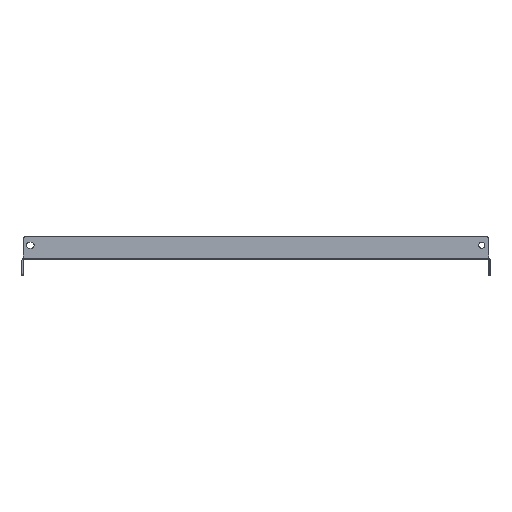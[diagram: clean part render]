
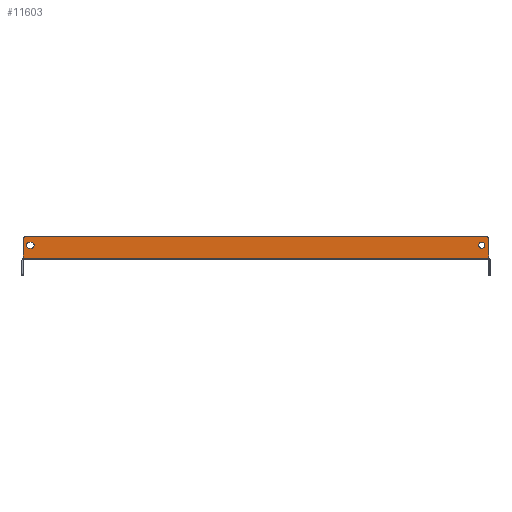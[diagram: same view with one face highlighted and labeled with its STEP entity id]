
A CAD part, left-side view. The second image highlights one B-rep face of the part: STEP entity #11603.
In plain terms, the highlighted planar face has unit normal (-1, 0, 0).
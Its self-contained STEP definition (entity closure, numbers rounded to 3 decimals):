
#394 = VERTEX_POINT ( 'NONE', #865 ) ;
#396 = VERTEX_POINT ( 'NONE', #867 ) ;
#398 = VERTEX_POINT ( 'NONE', #869 ) ;
#399 = VERTEX_POINT ( 'NONE', #870 ) ;
#401 = VERTEX_POINT ( 'NONE', #872 ) ;
#402 = VERTEX_POINT ( 'NONE', #873 ) ;
#403 = VERTEX_POINT ( 'NONE', #874 ) ;
#404 = VERTEX_POINT ( 'NONE', #875 ) ;
#405 = VERTEX_POINT ( 'NONE', #876 ) ;
#406 = VERTEX_POINT ( 'NONE', #877 ) ;
#468 = VERTEX_POINT ( 'NONE', #939 ) ;
#470 = VERTEX_POINT ( 'NONE', #941 ) ;
#865 = CARTESIAN_POINT ( 'NONE',  ( -349.5, 270.49, 1.51 ) ) ;
#867 = CARTESIAN_POINT ( 'NONE',  ( -349.5, -270.49, 1.51 ) ) ;
#869 = CARTESIAN_POINT ( 'NONE',  ( -349.5, -270.49, 23.5 ) ) ;
#870 = CARTESIAN_POINT ( 'NONE',  ( -349.5, 270.49, 23.5 ) ) ;
#872 = CARTESIAN_POINT ( 'NONE',  ( -349.5, 263.49, 13. ) ) ;
#873 = CARTESIAN_POINT ( 'NONE',  ( -349.5, 261.49, 13. ) ) ;
#874 = CARTESIAN_POINT ( 'NONE',  ( -349.5, 263.49, 20. ) ) ;
#875 = CARTESIAN_POINT ( 'NONE',  ( -349.5, 261.49, 20. ) ) ;
#876 = CARTESIAN_POINT ( 'NONE',  ( -349.5, -267.49, 26.5 ) ) ;
#877 = CARTESIAN_POINT ( 'NONE',  ( -349.5, 267.49, 26.5 ) ) ;
#939 = CARTESIAN_POINT ( 'NONE',  ( -349.5, -262.49, 20. ) ) ;
#941 = CARTESIAN_POINT ( 'NONE',  ( -349.5, -262.49, 13. ) ) ;
#1427 = CARTESIAN_POINT ( 'NONE',  ( -349.5, -262.49, 16.5 ) ) ;
#1428 = DIRECTION ( 'NONE',  ( -1., 0., 0. ) ) ;
#1429 = DIRECTION ( 'NONE',  ( 0., 0., 1. ) ) ;
#1608 = AXIS2_PLACEMENT_3D ( 'NONE', #1427, #1428, #1429 ) ;
#1638 = AXIS2_PLACEMENT_3D ( 'NONE', #5494, #5495, #5496 ) ;
#1643 = AXIS2_PLACEMENT_3D ( 'NONE', #5541, #5543, #5544 ) ;
#1644 = AXIS2_PLACEMENT_3D ( 'NONE', #5532, #5533, #5534 ) ;
#1646 = AXIS2_PLACEMENT_3D ( 'NONE', #5522, #5524, #5525 ) ;
#1647 = AXIS2_PLACEMENT_3D ( 'NONE', #5535, #5536, #5537 ) ;
#1679 = AXIS2_PLACEMENT_3D ( 'NONE', #6041, #6047, #6048 ) ;
#2339 = CIRCLE ( 'NONE', #1608, 3.5 ) ;
#5119 = LINE ( 'NONE', #5489, #5120 ) ;
#5120 = VECTOR ( 'NONE', #5490, 1000. ) ;
#5127 = CIRCLE ( 'NONE', #1638, 3.5 ) ;
#5137 = LINE ( 'NONE', #5516, #5138 ) ;
#5138 = VECTOR ( 'NONE', #5517, 1000. ) ;
#5144 = CIRCLE ( 'NONE', #1646, 3. ) ;
#5145 = LINE ( 'NONE', #5528, #5146 ) ;
#5146 = VECTOR ( 'NONE', #5529, 1000. ) ;
#5147 = LINE ( 'NONE', #5530, #5148 ) ;
#5148 = VECTOR ( 'NONE', #5531, 1000. ) ;
#5149 = LINE ( 'NONE', #5539, #5150 ) ;
#5150 = VECTOR ( 'NONE', #5540, 1000. ) ;
#5151 = CIRCLE ( 'NONE', #1644, 3.5 ) ;
#5152 = CIRCLE ( 'NONE', #1647, 3.5 ) ;
#5153 = LINE ( 'NONE', #5548, #5154 ) ;
#5154 = VECTOR ( 'NONE', #5549, 1000. ) ;
#5155 = CIRCLE ( 'NONE', #1643, 3. ) ;
#5489 = CARTESIAN_POINT ( 'NONE',  ( -349.5, -270.49, 1.5 ) ) ;
#5490 = DIRECTION ( 'NONE',  ( 0., 0., 1. ) ) ;
#5494 = CARTESIAN_POINT ( 'NONE',  ( -349.5, 263.49, 16.5 ) ) ;
#5495 = DIRECTION ( 'NONE',  ( -1., 0., 0. ) ) ;
#5496 = DIRECTION ( 'NONE',  ( 0., 0., 1. ) ) ;
#5516 = CARTESIAN_POINT ( 'NONE',  ( -349.5, 270.49, 1.51 ) ) ;
#5517 = DIRECTION ( 'NONE',  ( 0., 1., 0. ) ) ;
#5522 = CARTESIAN_POINT ( 'NONE',  ( -349.5, 267.49, 23.5 ) ) ;
#5524 = DIRECTION ( 'NONE',  ( -1., 0., 0. ) ) ;
#5525 = DIRECTION ( 'NONE',  ( 0., 0., -1. ) ) ;
#5528 = CARTESIAN_POINT ( 'NONE',  ( -349.5, 270.49, 1.5 ) ) ;
#5529 = DIRECTION ( 'NONE',  ( 0., 0., -1. ) ) ;
#5530 = CARTESIAN_POINT ( 'NONE',  ( -349.5, 263.49, 20. ) ) ;
#5531 = DIRECTION ( 'NONE',  ( 0., 1., 0. ) ) ;
#5532 = CARTESIAN_POINT ( 'NONE',  ( -349.5, 261.49, 16.5 ) ) ;
#5533 = DIRECTION ( 'NONE',  ( -1., 0., 0. ) ) ;
#5534 = DIRECTION ( 'NONE',  ( 0., 0., 1. ) ) ;
#5535 = CARTESIAN_POINT ( 'NONE',  ( -349.5, -262.49, 16.5 ) ) ;
#5536 = DIRECTION ( 'NONE',  ( -1., 0., 0. ) ) ;
#5537 = DIRECTION ( 'NONE',  ( 0., 0., 1. ) ) ;
#5539 = CARTESIAN_POINT ( 'NONE',  ( -349.5, 263.49, 13. ) ) ;
#5540 = DIRECTION ( 'NONE',  ( 0., -1., 0. ) ) ;
#5541 = CARTESIAN_POINT ( 'NONE',  ( -349.5, -267.49, 23.5 ) ) ;
#5543 = DIRECTION ( 'NONE',  ( -1., 0., 0. ) ) ;
#5544 = DIRECTION ( 'NONE',  ( 0., 0., -1. ) ) ;
#5548 = CARTESIAN_POINT ( 'NONE',  ( -349.5, -270.49, 26.5 ) ) ;
#5549 = DIRECTION ( 'NONE',  ( 0., 1., 0. ) ) ;
#6041 = CARTESIAN_POINT ( 'NONE',  ( -349.5, -270.49, 1.5 ) ) ;
#6046 = PLANE ( 'NONE',  #1679 ) ;
#6047 = DIRECTION ( 'NONE',  ( 1., 0., 0. ) ) ;
#6048 = DIRECTION ( 'NONE',  ( 0., 0., -1. ) ) ;
#6766 = FACE_BOUND ( 'NONE', #10788, .T. ) ;
#6778 = FACE_BOUND ( 'NONE', #10607, .T. ) ;
#6780 = FACE_OUTER_BOUND ( 'NONE', #10679, .T. ) ;
#8514 = ORIENTED_EDGE ( 'NONE', *, *, #10339, .T. ) ;
#8532 = ORIENTED_EDGE ( 'NONE', *, *, #10332, .T. ) ;
#8550 = ORIENTED_EDGE ( 'NONE', *, *, #10330, .T. ) ;
#8568 = ORIENTED_EDGE ( 'NONE', *, *, #10336, .F. ) ;
#8569 = ORIENTED_EDGE ( 'NONE', *, *, #10326, .F. ) ;
#8586 = ORIENTED_EDGE ( 'NONE', *, *, #10318, .F. ) ;
#8604 = ORIENTED_EDGE ( 'NONE', *, *, #10333, .F. ) ;
#8622 = ORIENTED_EDGE ( 'NONE', *, *, #10337, .T. ) ;
#8640 = ORIENTED_EDGE ( 'NONE', *, *, #10334, .F. ) ;
#8658 = ORIENTED_EDGE ( 'NONE', *, *, #10315, .T. ) ;
#9651 = EDGE_CURVE ( 'NONE', #470, #468, #2339, .T. ) ;
#10315 = EDGE_CURVE ( 'NONE', #396, #398, #5119, .T. ) ;
#10318 = EDGE_CURVE ( 'NONE', #403, #401, #5127, .T. ) ;
#10326 = EDGE_CURVE ( 'NONE', #396, #394, #5137, .T. ) ;
#10330 = EDGE_CURVE ( 'NONE', #406, #399, #5144, .T. ) ;
#10332 = EDGE_CURVE ( 'NONE', #399, #394, #5145, .T. ) ;
#10333 = EDGE_CURVE ( 'NONE', #404, #403, #5147, .T. ) ;
#10334 = EDGE_CURVE ( 'NONE', #402, #404, #5151, .T. ) ;
#10335 = EDGE_CURVE ( 'NONE', #468, #470, #5152, .T. ) ;
#10336 = EDGE_CURVE ( 'NONE', #401, #402, #5149, .T. ) ;
#10337 = EDGE_CURVE ( 'NONE', #398, #405, #5155, .T. ) ;
#10339 = EDGE_CURVE ( 'NONE', #405, #406, #5153, .T. ) ;
#10556 = ORIENTED_EDGE ( 'NONE', *, *, #9651, .F. ) ;
#10558 = ORIENTED_EDGE ( 'NONE', *, *, #10335, .F. ) ;
#10607 = EDGE_LOOP ( 'NONE', ( #8568, #8586, #8604, #8640 ) ) ;
#10679 = EDGE_LOOP ( 'NONE', ( #8658, #8622, #8514, #8550, #8532, #8569 ) ) ;
#10788 = EDGE_LOOP ( 'NONE', ( #10558, #10556 ) ) ;
#11603 = ADVANCED_FACE ( 'NONE', ( #6766, #6778, #6780 ), #6046, .F. ) ;
